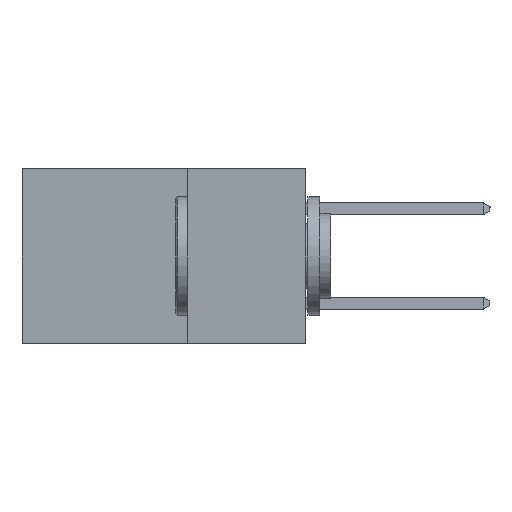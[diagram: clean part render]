
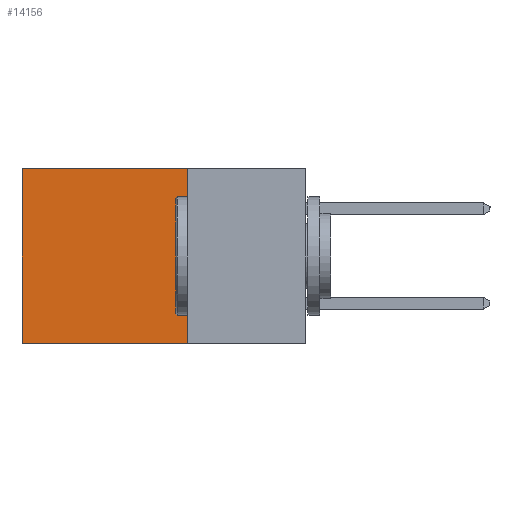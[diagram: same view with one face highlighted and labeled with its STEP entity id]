
A CAD part, left-side view. The second image highlights one B-rep face of the part: STEP entity #14156.
In plain terms, the highlighted planar face has unit normal (-1, 0, 0).
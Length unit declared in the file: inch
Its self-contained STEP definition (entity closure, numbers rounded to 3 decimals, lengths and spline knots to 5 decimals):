
#523 = VECTOR ( 'NONE', #16252, 39.37008 ) ;
#638 = EDGE_CURVE ( 'NONE', #15771, #11384, #9518, .T. ) ;
#939 = CARTESIAN_POINT ( 'NONE',  ( 0.2615, 0.25, -0.37 ) ) ;
#1132 = CARTESIAN_POINT ( 'NONE',  ( 0.2615, 0.6, 0. ) ) ;
#1343 = CARTESIAN_POINT ( 'NONE',  ( 0.2615, 0.25, -0.37 ) ) ;
#2363 = CARTESIAN_POINT ( 'NONE',  ( 0.2615, 0.25, -0.37 ) ) ;
#2704 = VECTOR ( 'NONE', #11658, 39.37008 ) ;
#2961 = EDGE_LOOP ( 'NONE', ( #7819, #11220, #5826, #8035 ) ) ;
#4424 = EDGE_CURVE ( 'NONE', #15771, #9715, #6129, .T. ) ;
#4583 = CARTESIAN_POINT ( 'NONE',  ( 0.2615, 0.25, 0. ) ) ;
#4587 = CARTESIAN_POINT ( 'NONE',  ( 0.2615, 0.25, -0.37 ) ) ;
#4856 = LINE ( 'NONE', #4587, #9179 ) ;
#5826 = ORIENTED_EDGE ( 'NONE', *, *, #638, .F. ) ;
#5848 = VERTEX_POINT ( 'NONE', #10559 ) ;
#6129 = LINE ( 'NONE', #4583, #2704 ) ;
#6367 = VECTOR ( 'NONE', #16842, 39.37008 ) ;
#6395 = EDGE_CURVE ( 'NONE', #11384, #5848, #4856, .T. ) ;
#6622 = PLANE ( 'NONE',  #9000 ) ;
#7819 = ORIENTED_EDGE ( 'NONE', *, *, #16500, .T. ) ;
#8035 = ORIENTED_EDGE ( 'NONE', *, *, #4424, .T. ) ;
#8751 = CARTESIAN_POINT ( 'NONE',  ( 0.2615, 0.6, -0.37 ) ) ;
#9000 = AXIS2_PLACEMENT_3D ( 'NONE', #1343, #12422, #17712 ) ;
#9179 = VECTOR ( 'NONE', #12757, 39.37008 ) ;
#9518 = LINE ( 'NONE', #2363, #523 ) ;
#9715 = VERTEX_POINT ( 'NONE', #1132 ) ;
#10504 = CARTESIAN_POINT ( 'NONE',  ( 0.2615, 0.25, 0. ) ) ;
#10559 = CARTESIAN_POINT ( 'NONE',  ( 0.2615, 0.6, -0.37 ) ) ;
#11220 = ORIENTED_EDGE ( 'NONE', *, *, #6395, .F. ) ;
#11384 = VERTEX_POINT ( 'NONE', #939 ) ;
#11557 = LINE ( 'NONE', #8751, #6367 ) ;
#11658 = DIRECTION ( 'NONE',  ( 0., 1., 0. ) ) ;
#12422 = DIRECTION ( 'NONE',  ( 1., 0., 0. ) ) ;
#12757 = DIRECTION ( 'NONE',  ( 0., 1., 0. ) ) ;
#14156 = ADVANCED_FACE ( 'NONE', ( #17798 ), #6622, .F. ) ;
#15771 = VERTEX_POINT ( 'NONE', #10504 ) ;
#16252 = DIRECTION ( 'NONE',  ( 0., 0., -1. ) ) ;
#16500 = EDGE_CURVE ( 'NONE', #9715, #5848, #11557, .T. ) ;
#16842 = DIRECTION ( 'NONE',  ( 0., 0., -1. ) ) ;
#17712 = DIRECTION ( 'NONE',  ( 0., 0., -1. ) ) ;
#17798 = FACE_OUTER_BOUND ( 'NONE', #2961, .T. ) ;
